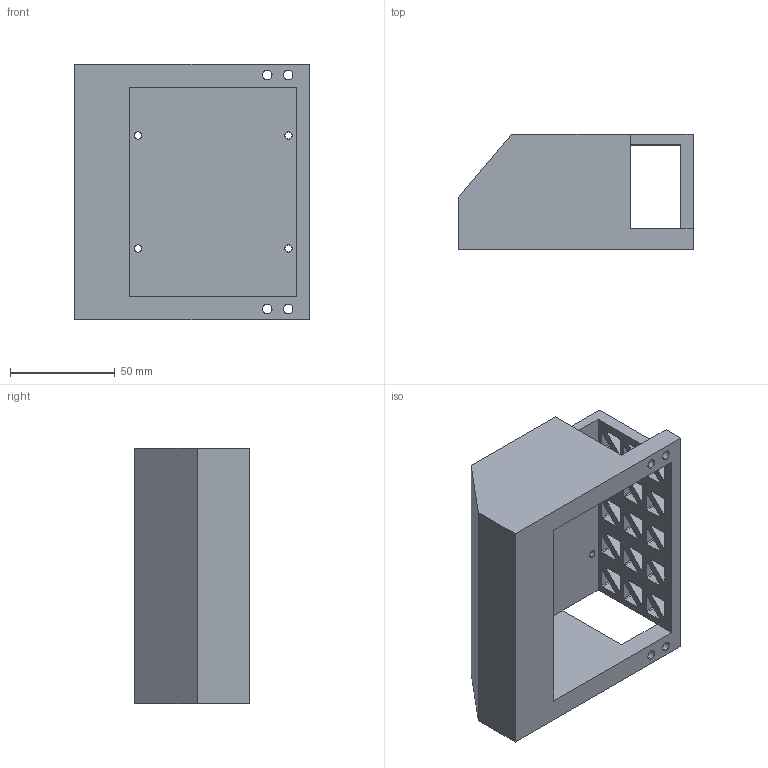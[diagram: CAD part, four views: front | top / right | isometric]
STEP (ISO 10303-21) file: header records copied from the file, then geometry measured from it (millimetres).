
FILE_DESCRIPTION (( 'STEP AP214' ), '1' );
FILE_NAME ('gimbal top cover.STEP', '2025-04-04T15:18:09', ( '' ), ( '' ), 'SwSTEP 2.0', 'SolidWorks 2024', '' );
FILE_SCHEMA (( 'AUTOMOTIVE_DESIGN' ));
Length unit declared in the file: millimetre
Products named in the file (1): gimbal top cover
Bounding box: 112 x 55 x 122 mm (x, y, z)
Volume: 186843.9 mm3; surface area: 72590.8 mm2
Topology: 1 solids, 1 shells, 232 faces, 695 edges, 462 vertices
Faces by surface type: cylinder 121, plane 111
Entity records: 8072 total; most frequent: DIRECTION 1403, ORIENTED_EDGE 1390, CARTESIAN_POINT 1390, EDGE_CURVE 695, AXIS2_PLACEMENT_3D 475, VERTEX_POINT 462, VECTOR 453, LINE 453
